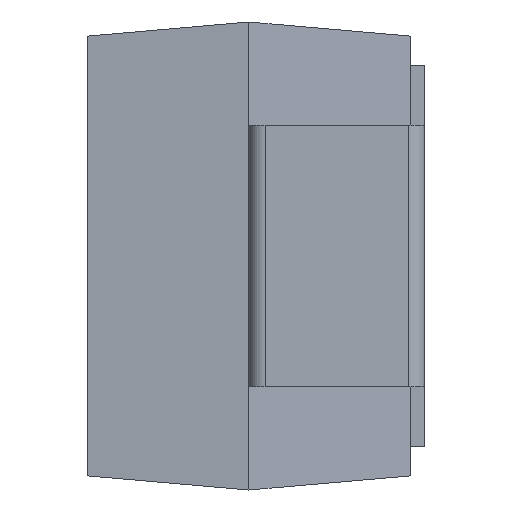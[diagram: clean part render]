
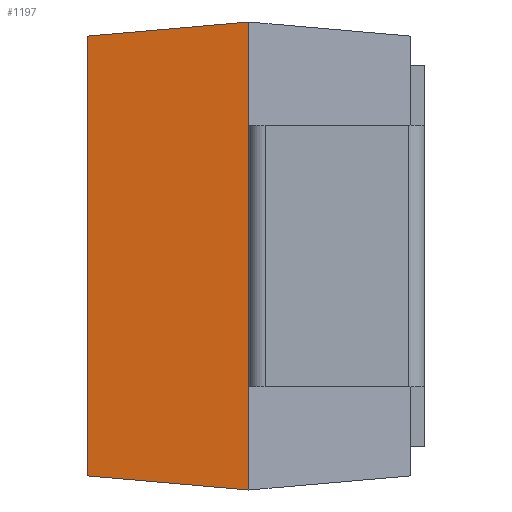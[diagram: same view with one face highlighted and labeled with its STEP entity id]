
A CAD part, left-side view. The second image highlights one B-rep face of the part: STEP entity #1197.
In plain terms, the highlighted planar face has unit normal (-0.996, 0.087, 0).
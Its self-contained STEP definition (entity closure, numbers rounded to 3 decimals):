
#2 = DIRECTION ( 'NONE',  ( 0., 0., 1. ) ) ;
#3 = ORIENTED_EDGE ( 'NONE', *, *, #1126, .T. ) ;
#33 = ORIENTED_EDGE ( 'NONE', *, *, #436, .T. ) ;
#89 = AXIS2_PLACEMENT_3D ( 'NONE', #300, #1364, #623 ) ;
#96 = DIRECTION ( 'NONE',  ( 0., 0., 1. ) ) ;
#109 = DIRECTION ( 'NONE',  ( 0., 0., 1. ) ) ;
#147 = LINE ( 'NONE', #1238, #1945 ) ;
#154 = EDGE_CURVE ( 'NONE', #801, #904, #147, .T. ) ;
#295 = VECTOR ( 'NONE', #684, 1000. ) ;
#300 = CARTESIAN_POINT ( 'NONE',  ( -3.5, 1.615, 2.15 ) ) ;
#355 = VERTEX_POINT ( 'NONE', #1785 ) ;
#426 = VECTOR ( 'NONE', #2002, 1000. ) ;
#436 = EDGE_CURVE ( 'NONE', #879, #355, #1717, .T. ) ;
#623 = DIRECTION ( 'NONE',  ( -0.087, -0.996, 0. ) ) ;
#684 = DIRECTION ( 'NONE',  ( -0.087, -0.992, -0.087 ) ) ;
#737 = EDGE_LOOP ( 'NONE', ( #33, #3, #1544, #2011, #1711, #1090 ) ) ;
#784 = CARTESIAN_POINT ( 'NONE',  ( -3.5, 1.615, -1.2 ) ) ;
#801 = VERTEX_POINT ( 'NONE', #1017 ) ;
#879 = VERTEX_POINT ( 'NONE', #1476 ) ;
#887 = CARTESIAN_POINT ( 'NONE',  ( -3.5, 1.615, 2.15 ) ) ;
#904 = VERTEX_POINT ( 'NONE', #887 ) ;
#918 = VECTOR ( 'NONE', #96, 1000. ) ;
#934 = CARTESIAN_POINT ( 'NONE',  ( -3.447, 2.218, 2.097 ) ) ;
#1006 = VECTOR ( 'NONE', #2168, 1000. ) ;
#1017 = CARTESIAN_POINT ( 'NONE',  ( -3.5, 1.615, 1.2 ) ) ;
#1090 = ORIENTED_EDGE ( 'NONE', *, *, #1970, .T. ) ;
#1126 = EDGE_CURVE ( 'NONE', #355, #801, #1308, .T. ) ;
#1197 = ADVANCED_FACE ( 'NONE', ( #1836 ), #1674, .T. ) ;
#1238 = CARTESIAN_POINT ( 'NONE',  ( -3.5, 1.615, 2.15 ) ) ;
#1307 = VERTEX_POINT ( 'NONE', #1398 ) ;
#1308 = LINE ( 'NONE', #784, #426 ) ;
#1336 = CARTESIAN_POINT ( 'NONE',  ( -3.37, 3.1, 2.15 ) ) ;
#1345 = CARTESIAN_POINT ( 'NONE',  ( -3.5, 1.615, 2.15 ) ) ;
#1364 = DIRECTION ( 'NONE',  ( -0.996, 0.087, 0. ) ) ;
#1398 = CARTESIAN_POINT ( 'NONE',  ( -3.37, 3.1, -2.02 ) ) ;
#1476 = CARTESIAN_POINT ( 'NONE',  ( -3.5, 1.615, -2.15 ) ) ;
#1502 = VECTOR ( 'NONE', #109, 1000. ) ;
#1544 = ORIENTED_EDGE ( 'NONE', *, *, #154, .T. ) ;
#1556 = CARTESIAN_POINT ( 'NONE',  ( -3.37, 3.1, 2.02 ) ) ;
#1674 = PLANE ( 'NONE',  #89 ) ;
#1711 = ORIENTED_EDGE ( 'NONE', *, *, #2035, .F. ) ;
#1717 = LINE ( 'NONE', #1345, #918 ) ;
#1785 = CARTESIAN_POINT ( 'NONE',  ( -3.5, 1.615, -1.2 ) ) ;
#1806 = LINE ( 'NONE', #934, #1006 ) ;
#1836 = FACE_OUTER_BOUND ( 'NONE', #737, .T. ) ;
#1916 = EDGE_CURVE ( 'NONE', #2129, #904, #1806, .T. ) ;
#1945 = VECTOR ( 'NONE', #2, 1000. ) ;
#1970 = EDGE_CURVE ( 'NONE', #1307, #879, #2216, .T. ) ;
#2002 = DIRECTION ( 'NONE',  ( 0., 0., 1. ) ) ;
#2011 = ORIENTED_EDGE ( 'NONE', *, *, #1916, .F. ) ;
#2035 = EDGE_CURVE ( 'NONE', #1307, #2129, #2055, .T. ) ;
#2055 = LINE ( 'NONE', #1336, #1502 ) ;
#2129 = VERTEX_POINT ( 'NONE', #1556 ) ;
#2168 = DIRECTION ( 'NONE',  ( -0.087, -0.992, 0.087 ) ) ;
#2216 = LINE ( 'NONE', #2260, #295 ) ;
#2260 = CARTESIAN_POINT ( 'NONE',  ( -3.468, 1.986, -2.118 ) ) ;
